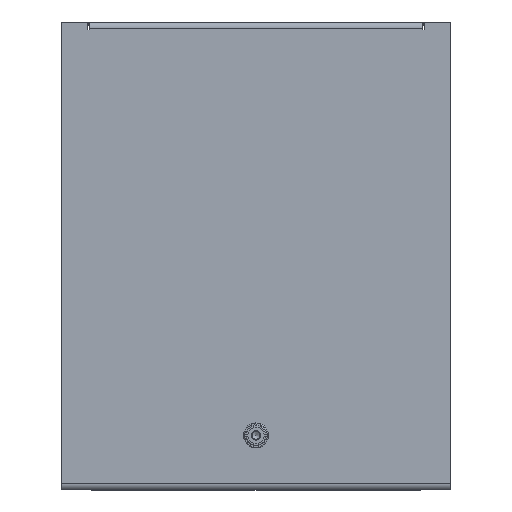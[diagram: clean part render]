
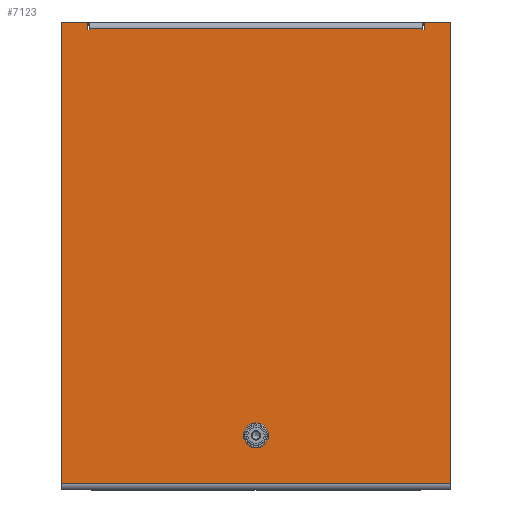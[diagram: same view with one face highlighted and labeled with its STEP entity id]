
A CAD part, left-side view. The second image highlights one B-rep face of the part: STEP entity #7123.
In plain terms, the highlighted planar face has unit normal (-1, 0, 0).
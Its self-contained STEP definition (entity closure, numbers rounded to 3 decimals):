
#233=LINE('',#10734,#1071);
#234=LINE('',#10737,#1072);
#235=LINE('',#10739,#1073);
#236=LINE('',#10741,#1074);
#237=LINE('',#10743,#1075);
#238=LINE('',#10745,#1076);
#239=LINE('',#10747,#1077);
#240=LINE('',#10749,#1078);
#241=LINE('',#10751,#1079);
#242=LINE('',#10753,#1080);
#243=LINE('',#10755,#1081);
#244=LINE('',#10757,#1082);
#1071=VECTOR('',#8638,1000.);
#1072=VECTOR('',#8639,1000.);
#1073=VECTOR('',#8640,1000.);
#1074=VECTOR('',#8641,1000.);
#1075=VECTOR('',#8642,1000.);
#1076=VECTOR('',#8643,1000.);
#1077=VECTOR('',#8644,1000.);
#1078=VECTOR('',#8645,1000.);
#1079=VECTOR('',#8646,1000.);
#1080=VECTOR('',#8647,1000.);
#1081=VECTOR('',#8648,1000.);
#1082=VECTOR('',#8649,1000.);
#1792=PLANE('',#7660);
#2604=ORIENTED_EDGE('',*,*,#4363,.T.);
#2605=ORIENTED_EDGE('',*,*,#4364,.T.);
#2606=ORIENTED_EDGE('',*,*,#4365,.T.);
#2607=ORIENTED_EDGE('',*,*,#4366,.F.);
#2608=ORIENTED_EDGE('',*,*,#4367,.F.);
#2609=ORIENTED_EDGE('',*,*,#4368,.F.);
#2610=ORIENTED_EDGE('',*,*,#4369,.T.);
#2611=ORIENTED_EDGE('',*,*,#4370,.F.);
#2612=ORIENTED_EDGE('',*,*,#4371,.F.);
#2613=ORIENTED_EDGE('',*,*,#4372,.F.);
#2614=ORIENTED_EDGE('',*,*,#4373,.T.);
#2615=ORIENTED_EDGE('',*,*,#4374,.T.);
#2616=ORIENTED_EDGE('',*,*,#4350,.T.);
#4350=EDGE_CURVE('',#5259,#5259,#5754,.T.);
#4363=EDGE_CURVE('',#5272,#5273,#233,.T.);
#4364=EDGE_CURVE('',#5273,#5274,#234,.T.);
#4365=EDGE_CURVE('',#5274,#5275,#235,.T.);
#4366=EDGE_CURVE('',#5276,#5275,#236,.T.);
#4367=EDGE_CURVE('',#5277,#5276,#237,.T.);
#4368=EDGE_CURVE('',#5278,#5277,#238,.T.);
#4369=EDGE_CURVE('',#5278,#5279,#239,.T.);
#4370=EDGE_CURVE('',#5280,#5279,#240,.T.);
#4371=EDGE_CURVE('',#5281,#5280,#241,.T.);
#4372=EDGE_CURVE('',#5282,#5281,#242,.T.);
#4373=EDGE_CURVE('',#5282,#5283,#243,.T.);
#4374=EDGE_CURVE('',#5283,#5272,#244,.T.);
#5259=VERTEX_POINT('',#10703);
#5272=VERTEX_POINT('',#10735);
#5273=VERTEX_POINT('',#10736);
#5274=VERTEX_POINT('',#10738);
#5275=VERTEX_POINT('',#10740);
#5276=VERTEX_POINT('',#10742);
#5277=VERTEX_POINT('',#10744);
#5278=VERTEX_POINT('',#10746);
#5279=VERTEX_POINT('',#10748);
#5280=VERTEX_POINT('',#10750);
#5281=VERTEX_POINT('',#10752);
#5282=VERTEX_POINT('',#10754);
#5283=VERTEX_POINT('',#10756);
#5754=CIRCLE('',#7646,15.);
#5976=EDGE_LOOP('',(#2604,#2605,#2606,#2607,#2608,#2609,#2610,#2611,#2612,
#2613,#2614,#2615));
#5977=EDGE_LOOP('',(#2616));
#6537=FACE_BOUND('',#5976,.T.);
#6538=FACE_BOUND('',#5977,.T.);
#7123=ADVANCED_FACE('',(#6537,#6538),#1792,.F.);
#7646=AXIS2_PLACEMENT_3D('',#10702,#8604,#8605);
#7660=AXIS2_PLACEMENT_3D('',#10733,#8636,#8637);
#8604=DIRECTION('',(1.,0.,0.));
#8605=DIRECTION('',(0.,0.,1.));
#8636=DIRECTION('',(1.,0.,0.));
#8637=DIRECTION('',(0.,0.,-1.));
#8638=DIRECTION('',(0.,-1.,0.));
#8639=DIRECTION('',(0.,0.,1.));
#8640=DIRECTION('',(0.,1.,0.));
#8641=DIRECTION('',(0.,0.,1.));
#8642=DIRECTION('',(0.,-1.,0.));
#8643=DIRECTION('',(0.,0.,-1.));
#8644=DIRECTION('',(0.,1.,0.));
#8645=DIRECTION('',(0.,0.,1.));
#8646=DIRECTION('',(0.,-1.,0.));
#8647=DIRECTION('',(0.,0.,-1.));
#8648=DIRECTION('',(0.,1.,0.));
#8649=DIRECTION('',(0.,0.,-1.));
#10702=CARTESIAN_POINT('',(-375.,0.,15.));
#10703=CARTESIAN_POINT('',(-375.,0.,30.));
#10733=CARTESIAN_POINT('',(-375.,0.,0.));
#10734=CARTESIAN_POINT('',(-375.,250.,-47.));
#10735=CARTESIAN_POINT('',(-375.,250.,-47.));
#10736=CARTESIAN_POINT('',(-375.,-250.,-47.));
#10737=CARTESIAN_POINT('',(-375.,-250.,545.));
#10738=CARTESIAN_POINT('',(-375.,-250.,545.));
#10739=CARTESIAN_POINT('',(-375.,250.,545.));
#10740=CARTESIAN_POINT('',(-375.,-216.,545.));
#10741=CARTESIAN_POINT('',(-375.,-216.,0.));
#10742=CARTESIAN_POINT('',(-375.,-216.,535.));
#10743=CARTESIAN_POINT('',(-375.,0.,535.));
#10744=CARTESIAN_POINT('',(-375.,-214.,535.));
#10745=CARTESIAN_POINT('',(-375.,-214.,0.));
#10746=CARTESIAN_POINT('',(-375.,-214.,537.));
#10747=CARTESIAN_POINT('',(-375.,-214.,537.));
#10748=CARTESIAN_POINT('',(-375.,214.,537.));
#10749=CARTESIAN_POINT('',(-375.,214.,0.));
#10750=CARTESIAN_POINT('',(-375.,214.,535.));
#10751=CARTESIAN_POINT('',(-375.,0.,535.));
#10752=CARTESIAN_POINT('',(-375.,216.,535.));
#10753=CARTESIAN_POINT('',(-375.,216.,0.));
#10754=CARTESIAN_POINT('',(-375.,216.,545.));
#10755=CARTESIAN_POINT('',(-375.,250.,545.));
#10756=CARTESIAN_POINT('',(-375.,250.,545.));
#10757=CARTESIAN_POINT('',(-375.,250.,545.));
